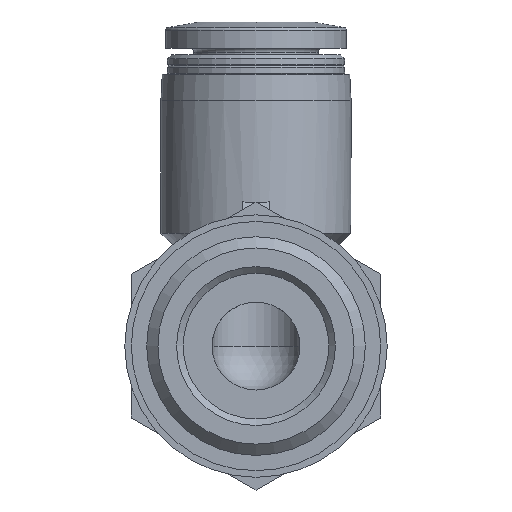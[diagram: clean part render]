
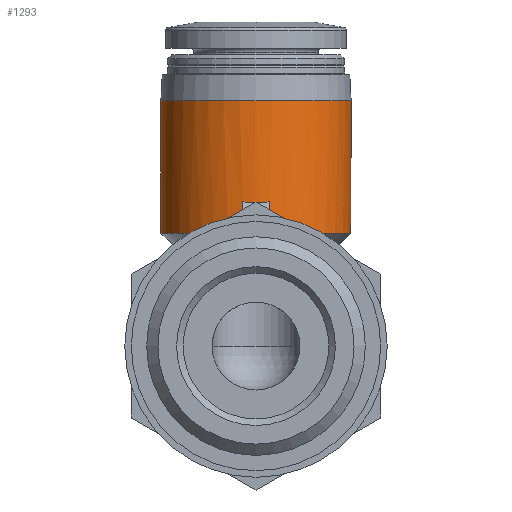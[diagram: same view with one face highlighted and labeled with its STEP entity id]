
A CAD part, front view. The second image highlights one B-rep face of the part: STEP entity #1293.
In plain terms, the highlighted cylindrical face has radius 7.25 mm (diameter 14.5 mm), a full revolution.
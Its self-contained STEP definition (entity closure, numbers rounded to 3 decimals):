
#53=LINE('',#1874,#82);
#54=LINE('',#1878,#83);
#82=VECTOR('',#1572,1000.);
#83=VECTOR('',#1575,1000.);
#146=ELLIPSE('',#1393,10.253,7.25);
#201=ORIENTED_EDGE('',*,*,#395,.F.);
#202=ORIENTED_EDGE('',*,*,#396,.F.);
#203=ORIENTED_EDGE('',*,*,#397,.F.);
#204=ORIENTED_EDGE('',*,*,#398,.T.);
#205=ORIENTED_EDGE('',*,*,#394,.T.);
#394=EDGE_CURVE('',#494,#494,#560,.T.);
#395=EDGE_CURVE('',#495,#496,#561,.T.);
#396=EDGE_CURVE('',#497,#495,#53,.T.);
#397=EDGE_CURVE('',#498,#497,#146,.T.);
#398=EDGE_CURVE('',#498,#496,#54,.T.);
#494=VERTEX_POINT('',#1869);
#495=VERTEX_POINT('',#1872);
#496=VERTEX_POINT('',#1873);
#497=VERTEX_POINT('',#1875);
#498=VERTEX_POINT('',#1877);
#560=CIRCLE('',#1390,7.25);
#561=CIRCLE('',#1392,7.25);
#628=EDGE_LOOP('',(#201,#202,#203,#204));
#629=EDGE_LOOP('',(#205));
#731=FACE_BOUND('',#628,.T.);
#732=FACE_BOUND('',#629,.T.);
#802=CYLINDRICAL_SURFACE('',#1391,7.25);
#1293=ADVANCED_FACE('',(#731,#732),#802,.T.);
#1390=AXIS2_PLACEMENT_3D('',#1868,#1566,#1567);
#1391=AXIS2_PLACEMENT_3D('',#1870,#1568,#1569);
#1392=AXIS2_PLACEMENT_3D('',#1871,#1570,#1571);
#1393=AXIS2_PLACEMENT_3D('',#1876,#1573,#1574);
#1566=DIRECTION('',(0.,0.,-1.));
#1567=DIRECTION('',(-1.,0.,0.));
#1568=DIRECTION('',(0.,0.,-1.));
#1569=DIRECTION('',(-1.,0.,0.));
#1570=DIRECTION('',(0.,0.,-1.));
#1571=DIRECTION('',(-1.,0.,0.));
#1572=DIRECTION('',(0.,0.,-1.));
#1573=DIRECTION('',(0.,0.707,-0.707));
#1574=DIRECTION('',(0.,-0.707,-0.707));
#1575=DIRECTION('',(0.,0.,-1.));
#1868=CARTESIAN_POINT('',(0.,37.9,18.7));
#1869=CARTESIAN_POINT('',(-7.25,37.9,18.7));
#1870=CARTESIAN_POINT('',(0.,37.9,-5.075));
#1871=CARTESIAN_POINT('',(0.,37.9,8.6));
#1872=CARTESIAN_POINT('',(-1.,30.719,8.6));
#1873=CARTESIAN_POINT('',(1.,30.719,8.6));
#1874=CARTESIAN_POINT('',(-1.,30.719,-5.075));
#1875=CARTESIAN_POINT('',(-1.,30.719,10.994));
#1876=CARTESIAN_POINT('',(0.,37.9,18.175));
#1877=CARTESIAN_POINT('',(1.,30.719,10.994));
#1878=CARTESIAN_POINT('',(1.,30.719,-5.075));
